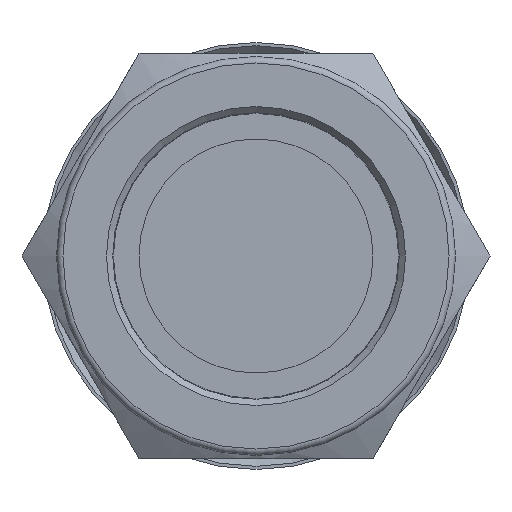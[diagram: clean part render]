
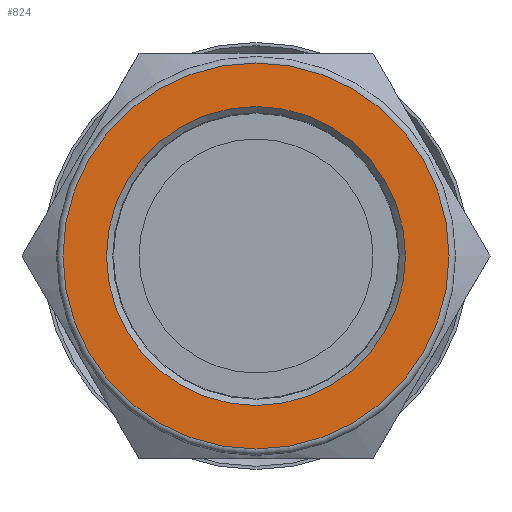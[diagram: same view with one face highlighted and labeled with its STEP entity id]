
A CAD part, left-side view. The second image highlights one B-rep face of the part: STEP entity #824.
In plain terms, the highlighted planar face has unit normal (-1, 0, 0).
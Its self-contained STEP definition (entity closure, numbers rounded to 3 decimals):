
#22=FACE_BOUND('',#224,.T.);
#74=CIRCLE('',#901,15.1);
#95=CIRCLE('',#947,11.69);
#161=FACE_OUTER_BOUND('',#223,.T.);
#223=EDGE_LOOP('',(#746));
#224=EDGE_LOOP('',(#747));
#374=VERTEX_POINT('',#1432);
#393=VERTEX_POINT('',#1513);
#474=EDGE_CURVE('',#374,#374,#74,.T.);
#511=EDGE_CURVE('',#393,#393,#95,.T.);
#746=ORIENTED_EDGE('',*,*,#474,.F.);
#747=ORIENTED_EDGE('',*,*,#511,.T.);
#767=PLANE('',#948);
#824=ADVANCED_FACE('',(#161,#22),#767,.T.);
#901=AXIS2_PLACEMENT_3D('',#1434,#1076,#1077);
#947=AXIS2_PLACEMENT_3D('',#1515,#1184,#1185);
#948=AXIS2_PLACEMENT_3D('',#1516,#1186,#1187);
#1076=DIRECTION('center_axis',(1.,0.,0.));
#1077=DIRECTION('ref_axis',(0.,0.,-1.));
#1184=DIRECTION('center_axis',(1.,0.,0.));
#1185=DIRECTION('ref_axis',(0.,0.,-1.));
#1186=DIRECTION('center_axis',(-1.,0.,0.));
#1187=DIRECTION('ref_axis',(0.,0.,1.));
#1432=CARTESIAN_POINT('',(0.,0.,15.1));
#1434=CARTESIAN_POINT('Origin',(0.,0.,
0.));
#1513=CARTESIAN_POINT('',(0.,-11.69,0.));
#1515=CARTESIAN_POINT('Origin',(0.,0.,
0.));
#1516=CARTESIAN_POINT('Origin',(0.,15.1,
0.));
